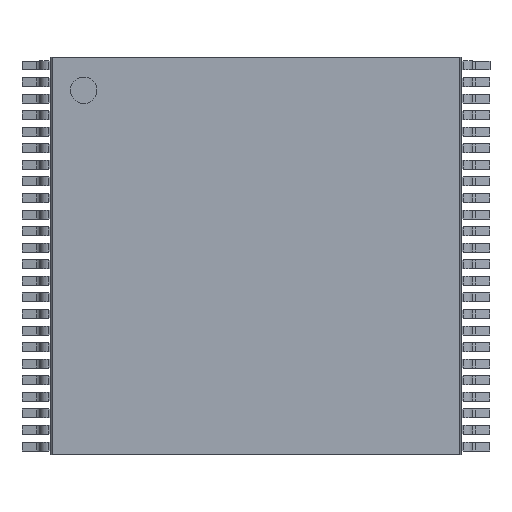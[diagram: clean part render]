
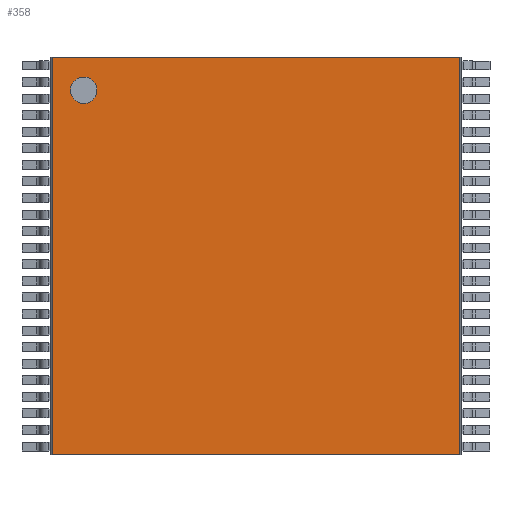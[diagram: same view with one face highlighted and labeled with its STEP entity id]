
A CAD part, top view. The second image highlights one B-rep face of the part: STEP entity #358.
In plain terms, the highlighted planar face has unit normal (0, 0, 1).
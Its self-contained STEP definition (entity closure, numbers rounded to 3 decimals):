
#70=CARTESIAN_POINT('',(-4.8,5.0,1.2));
#71=VERTEX_POINT('',#70);
#80=CARTESIAN_POINT('',(-5.6,5.0,1.2));
#81=VERTEX_POINT('',#80);
#82=CARTESIAN_POINT('',(-5.2,5.0,1.2));
#83=DIRECTION('',(0.0,0.0,-1.0));
#84=DIRECTION('',(1.0,0.0,0.0));
#85=AXIS2_PLACEMENT_3D('',#82,#83,#84);
#86=CIRCLE('',#85,0.4);
#87=EDGE_CURVE('',#81,#71,#86,.T.);
#121=CARTESIAN_POINT('',(-5.2,5.0,1.2));
#122=DIRECTION('',(0.0,0.0,-1.0));
#123=DIRECTION('',(1.0,0.0,0.0));
#124=AXIS2_PLACEMENT_3D('',#121,#122,#123);
#125=CIRCLE('',#124,0.4);
#126=EDGE_CURVE('',#71,#81,#125,.T.);
#146=CARTESIAN_POINT('',(-6.145,6.0,1.2));
#147=VERTEX_POINT('',#146);
#164=CARTESIAN_POINT('',(-6.145,-6.,1.2));
#165=VERTEX_POINT('',#164);
#172=CARTESIAN_POINT('',(-6.145,6.0,1.2));
#173=DIRECTION('',(0.0,-1.0,0.0));
#174=VECTOR('',#173,12.);
#175=LINE('',#172,#174);
#176=EDGE_CURVE('',#165,#147,#175,.F.);
#279=CARTESIAN_POINT('',(6.145,6.0,1.2));
#280=VERTEX_POINT('',#279);
#287=CARTESIAN_POINT('',(6.145,-6.,1.2));
#288=VERTEX_POINT('',#287);
#289=CARTESIAN_POINT('',(6.145,-6.,1.2));
#290=DIRECTION('',(0.0,1.0,0.0));
#291=VECTOR('',#290,12.);
#292=LINE('',#289,#291);
#293=EDGE_CURVE('',#288,#280,#292,.T.);
#311=CARTESIAN_POINT('',(6.145,6.0,1.2));
#312=DIRECTION('',(-1.0,0.0,0.0));
#313=VECTOR('',#312,12.289);
#314=LINE('',#311,#313);
#315=EDGE_CURVE('',#280,#147,#314,.T.);
#329=CARTESIAN_POINT('',(6.145,-6.,1.2));
#330=DIRECTION('',(-1.0,0.0,0.0));
#331=VECTOR('',#330,12.289);
#332=LINE('',#329,#331);
#333=EDGE_CURVE('',#288,#165,#332,.T.);
#343=CARTESIAN_POINT('',(-11.263,5.25,1.2));
#344=DIRECTION('',(0.0,0.0,1.0));
#345=DIRECTION('',(-1.0,0.0,0.0));
#346=AXIS2_PLACEMENT_3D('',#343,#344,#345);
#347=PLANE('',#346);
#348=ORIENTED_EDGE('',*,*,#315,.T.);
#349=ORIENTED_EDGE('',*,*,#176,.F.);
#350=ORIENTED_EDGE('',*,*,#333,.F.);
#351=ORIENTED_EDGE('',*,*,#293,.T.);
#352=EDGE_LOOP('',(#348,#349,#350,#351));
#353=FACE_OUTER_BOUND('',#352,.T.);
#354=ORIENTED_EDGE('',*,*,#126,.T.);
#355=ORIENTED_EDGE('',*,*,#87,.T.);
#356=EDGE_LOOP('',(#354,#355));
#357=FACE_BOUND('',#356,.T.);
#358=ADVANCED_FACE('',(#353,#357),#347,.T.);
